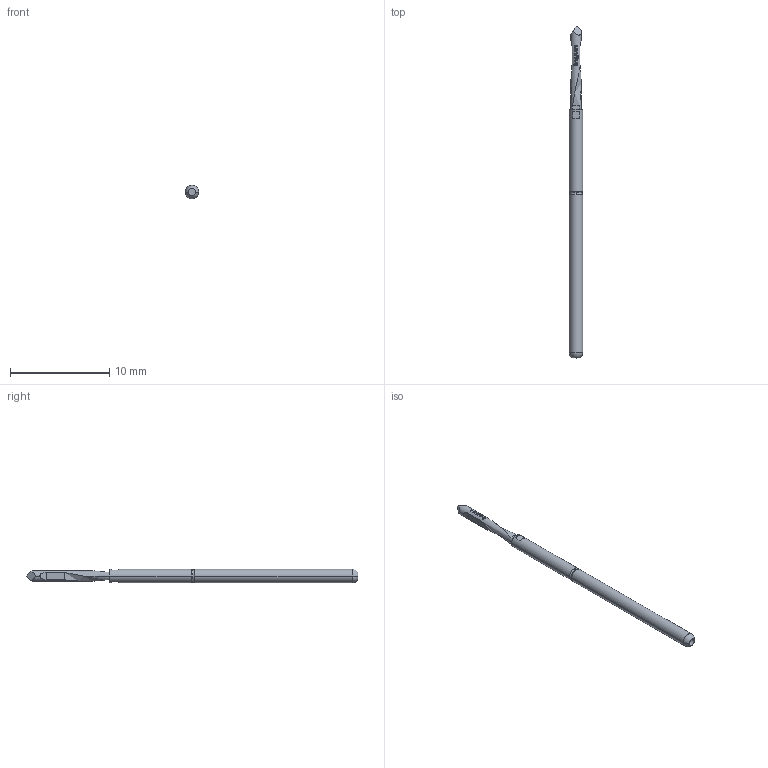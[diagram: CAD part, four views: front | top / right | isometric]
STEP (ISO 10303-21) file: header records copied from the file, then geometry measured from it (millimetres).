
FILE_DESCRIPTION (( 'STEP AP203' ), '1' );
FILE_NAME ('INGUN_DKS-100_307_100_G_xx00.STEP', '2023-02-17T05:17:55', ( '' ), ( '' ), 'SwSTEP 2.0', 'SolidWorks 2021', '' );
FILE_SCHEMA (( 'CONFIG_CONTROL_DESIGN' ));
Length unit declared in the file: millimetre
Products named in the file (1): INGUN_DKS-100_307_100_G_xx00
Bounding box: 1.37 x 33.4 x 1.37 mm (x, y, z)
Volume: 42.5 mm3; surface area: 136.7 mm2
Topology: 1 solids, 1 shells, 103 faces, 271 edges, 179 vertices
Faces by surface type: plane 55, bspline 24, cylinder 18, torus 6
Entity records: 3617 total; most frequent: CARTESIAN_POINT 1206, ORIENTED_EDGE 542, DIRECTION 401, EDGE_CURVE 271, VERTEX_POINT 179, AXIS2_PLACEMENT_3D 152, EDGE_LOOP 112, ADVANCED_FACE 103
